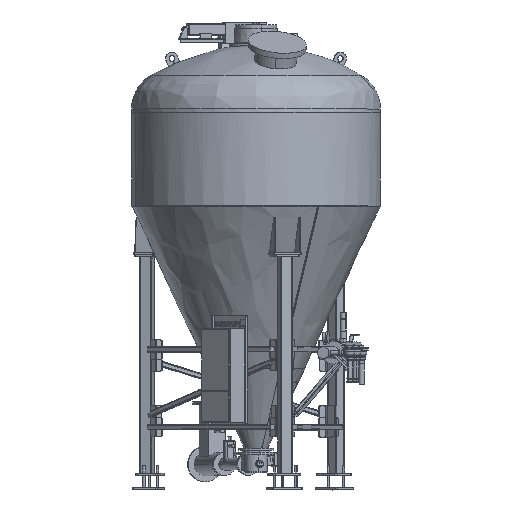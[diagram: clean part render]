
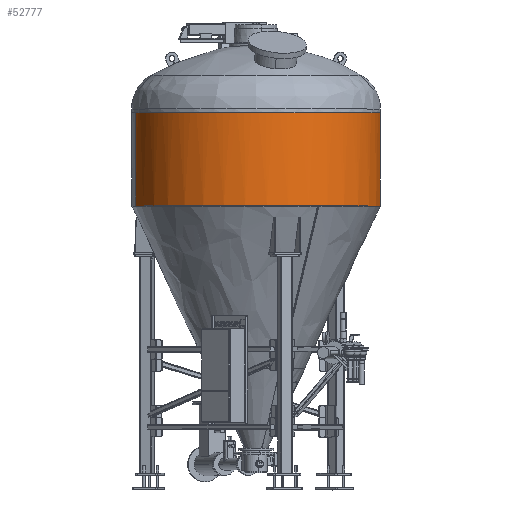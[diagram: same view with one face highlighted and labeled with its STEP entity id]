
A CAD part, top view. The second image highlights one B-rep face of the part: STEP entity #52777.
In plain terms, the highlighted cylindrical face has radius 1200 mm (diameter 2400 mm), a partial arc.
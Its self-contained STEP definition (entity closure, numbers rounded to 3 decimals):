
#340 = CIRCLE ( 'NONE', #15883, 1200. ) ;
#1412 = CARTESIAN_POINT ( 'NONE',  ( 184.949, 898.548, -963.903 ) ) ;
#2876 = CIRCLE ( 'NONE', #64049, 1200. ) ;
#4110 = EDGE_CURVE ( 'Defeatured_16_0+Defeatured_16_5+Defeatured_16_3+Defeatured_16_1', #6355, #13576, #340, .T. ) ;
#4888 = DIRECTION ( 'NONE',  ( 0., -1., 0. ) ) ;
#5942 = LINE ( 'NONE', #58115, #36241 ) ;
#6355 = VERTEX_POINT ( 'NONE', #15662 ) ;
#9191 = VECTOR ( 'NONE', #4888, 1000. ) ;
#13576 = VERTEX_POINT ( 'NONE', #52132 ) ;
#14459 = ORIENTED_EDGE ( 'NONE', *, *, #4110, .T. ) ;
#15662 = CARTESIAN_POINT ( 'NONE',  ( -974.162, -1.452, -653.32 ) ) ;
#15883 = AXIS2_PLACEMENT_3D ( 'NONE', #68698, #21345, #25554 ) ;
#15966 = EDGE_LOOP ( 'NONE', ( #63004, #69656, #14459, #23638, #47971 ) ) ;
#18391 = DIRECTION ( 'NONE',  ( 0., 1., 0. ) ) ;
#20529 = EDGE_CURVE ( 'Defeatured_16_4+Defeatured_16_0+Defeatured_16_8+Defeatured_16_8', #24243, #46843, #64163, .T. ) ;
#21345 = DIRECTION ( 'NONE',  ( 0., 1., 0. ) ) ;
#21440 = EDGE_CURVE ( 'Defeatured_16_7+Defeatured_16_0+Defeatured_16_8+Defeatured_16_1', #46843, #61196, #2876, .T. ) ;
#23461 = FACE_OUTER_BOUND ( 'NONE', #15966, .T. ) ;
#23638 = ORIENTED_EDGE ( 'NONE', *, *, #31017, .F. ) ;
#24154 = DIRECTION ( 'NONE',  ( -0.966, 0., 0.259 ) ) ;
#24243 = VERTEX_POINT ( 'NONE', #30615 ) ;
#25071 = DIRECTION ( 'NONE',  ( 0., 1., 0. ) ) ;
#25554 = DIRECTION ( 'NONE',  ( -0.966, 0., 0.259 ) ) ;
#27284 = EDGE_CURVE ( 'NONE', #24243, #6355, #5942, .T. ) ;
#28705 = DIRECTION ( 'NONE',  ( -0.966, 0., 0.259 ) ) ;
#30072 = AXIS2_PLACEMENT_3D ( 'NONE', #1412, #18391, #28705 ) ;
#30615 = CARTESIAN_POINT ( 'NONE',  ( -974.162, 898.548, -653.32 ) ) ;
#30981 = DIRECTION ( 'NONE',  ( 0.966, 0., -0.259 ) ) ;
#31017 = EDGE_CURVE ( 'NONE', #61196, #13576, #56251, .T. ) ;
#36229 = AXIS2_PLACEMENT_3D ( 'NONE', #41266, #36349, #30981 ) ;
#36241 = VECTOR ( 'NONE', #47533, 1000. ) ;
#36349 = DIRECTION ( 'NONE',  ( 0., -1., 0. ) ) ;
#40793 = CARTESIAN_POINT ( 'NONE',  ( 184.949, 898.548, -963.903 ) ) ;
#41266 = CARTESIAN_POINT ( 'NONE',  ( 184.949, 898.548, -963.903 ) ) ;
#46843 = VERTEX_POINT ( 'NONE', #65827 ) ;
#46913 = CYLINDRICAL_SURFACE ( 'NONE', #36229, 1200. ) ;
#47450 = CARTESIAN_POINT ( 'NONE',  ( 1344.06, 898.548, -1274.486 ) ) ;
#47533 = DIRECTION ( 'NONE',  ( 0., -1., 0. ) ) ;
#47971 = ORIENTED_EDGE ( 'NONE', *, *, #21440, .F. ) ;
#52064 = CARTESIAN_POINT ( 'NONE',  ( 1344.06, 898.548, -1274.486 ) ) ;
#52132 = CARTESIAN_POINT ( 'NONE',  ( 1344.06, -1.452, -1274.486 ) ) ;
#52777 = ADVANCED_FACE ( 'Defeatured_16_0', ( #23461 ), #46913, .T. ) ;
#56251 = LINE ( 'NONE', #52064, #9191 ) ;
#58115 = CARTESIAN_POINT ( 'NONE',  ( -974.162, 898.548, -653.32 ) ) ;
#61196 = VERTEX_POINT ( 'NONE', #47450 ) ;
#63004 = ORIENTED_EDGE ( 'NONE', *, *, #20529, .F. ) ;
#64049 = AXIS2_PLACEMENT_3D ( 'NONE', #40793, #25071, #24154 ) ;
#64163 = CIRCLE ( 'NONE', #30072, 1200. ) ;
#65827 = CARTESIAN_POINT ( 'NONE',  ( 1293.227, 898.548, -503.772 ) ) ;
#68698 = CARTESIAN_POINT ( 'NONE',  ( 184.949, -1.452, -963.903 ) ) ;
#69656 = ORIENTED_EDGE ( 'NONE', *, *, #27284, .T. ) ;
